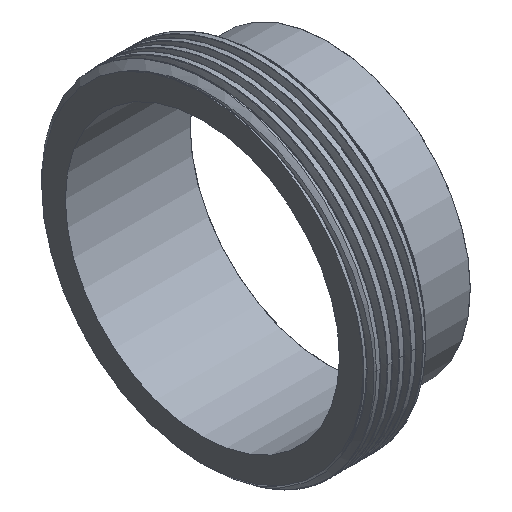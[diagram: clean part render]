
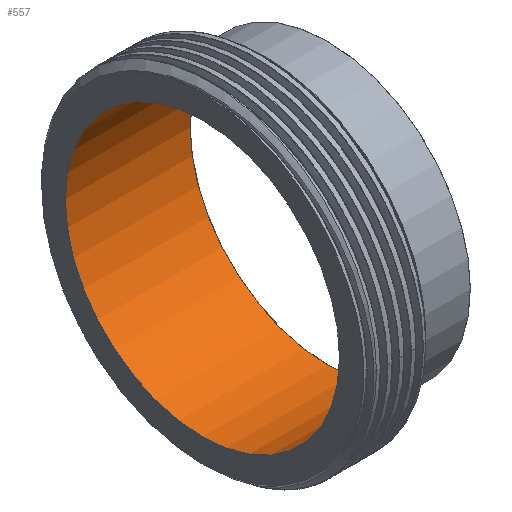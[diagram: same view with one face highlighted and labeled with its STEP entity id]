
A CAD part, isometric view. The second image highlights one B-rep face of the part: STEP entity #557.
In plain terms, the highlighted cylindrical face has radius 48.692 mm (diameter 97.384 mm), a full revolution.
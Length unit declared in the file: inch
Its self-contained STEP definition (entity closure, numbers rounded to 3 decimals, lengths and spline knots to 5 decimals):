
#63=FACE_OUTER_BOUND('',#97,.T.);
#97=EDGE_LOOP('',(#492,#493,#494,#495,#496));
#120=CIRCLE('',#623,1.917);
#121=CIRCLE('',#624,1.917);
#123=CIRCLE('',#627,1.917);
#186=LINE('',#8338,#202);
#202=VECTOR('',#737,1.917);
#256=VERTEX_POINT('',#8331);
#257=VERTEX_POINT('',#8332);
#258=VERTEX_POINT('',#8337);
#338=EDGE_CURVE('',#256,#257,#120,.T.);
#339=EDGE_CURVE('',#257,#256,#121,.T.);
#341=EDGE_CURVE('',#257,#258,#186,.T.);
#342=EDGE_CURVE('',#258,#258,#123,.T.);
#492=ORIENTED_EDGE('',*,*,#338,.F.);
#493=ORIENTED_EDGE('',*,*,#339,.F.);
#494=ORIENTED_EDGE('',*,*,#341,.T.);
#495=ORIENTED_EDGE('',*,*,#342,.F.);
#496=ORIENTED_EDGE('',*,*,#341,.F.);
#527=CYLINDRICAL_SURFACE('',#626,1.917);
#557=ADVANCED_FACE('',(#63),#527,.F.);
#623=AXIS2_PLACEMENT_3D('',#8333,#729,#730);
#624=AXIS2_PLACEMENT_3D('',#8334,#731,#732);
#626=AXIS2_PLACEMENT_3D('',#8336,#735,#736);
#627=AXIS2_PLACEMENT_3D('',#8339,#738,#739);
#729=DIRECTION('center_axis',(-1.,0.,0.));
#730=DIRECTION('ref_axis',(0.,-1.,0.));
#731=DIRECTION('center_axis',(-1.,0.,0.));
#732=DIRECTION('ref_axis',(0.,-1.,0.));
#735=DIRECTION('center_axis',(1.,0.,0.));
#736=DIRECTION('ref_axis',(0.,1.,0.));
#737=DIRECTION('',(-1.,0.,0.));
#738=DIRECTION('center_axis',(1.,0.,0.));
#739=DIRECTION('ref_axis',(0.,1.,0.));
#8331=CARTESIAN_POINT('',(1.745,0.,1.917));
#8332=CARTESIAN_POINT('',(1.745,-1.917,0.));
#8333=CARTESIAN_POINT('Origin',(1.745,0.,0.));
#8334=CARTESIAN_POINT('Origin',(1.745,0.,0.));
#8336=CARTESIAN_POINT('Origin',(0.875,0.,
0.));
#8337=CARTESIAN_POINT('',(0.,-1.917,0.));
#8338=CARTESIAN_POINT('',(0.875,-1.917,0.));
#8339=CARTESIAN_POINT('Origin',(0.,0.,
0.));
